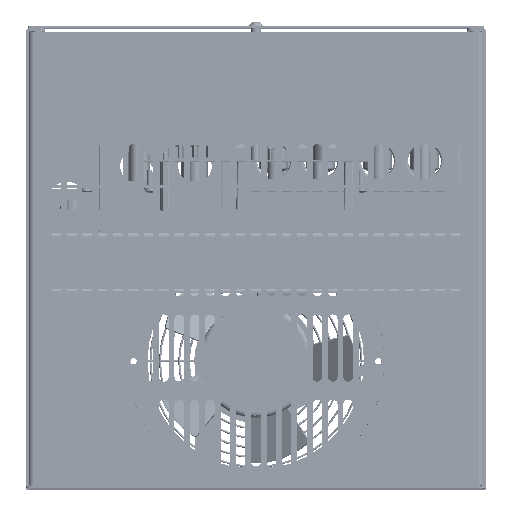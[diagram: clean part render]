
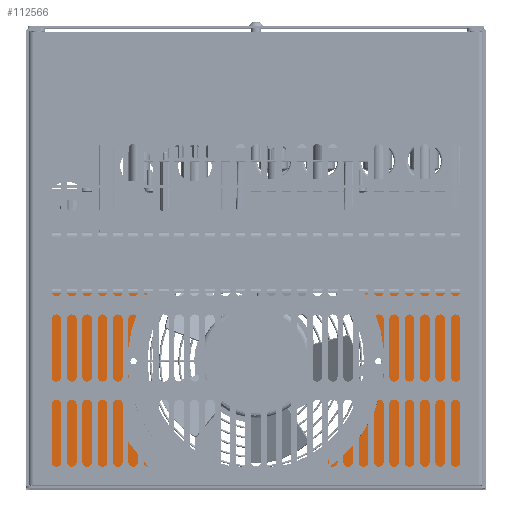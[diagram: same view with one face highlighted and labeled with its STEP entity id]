
A CAD part, top view. The second image highlights one B-rep face of the part: STEP entity #112566.
In plain terms, the highlighted planar face has unit normal (0, 0, 1).
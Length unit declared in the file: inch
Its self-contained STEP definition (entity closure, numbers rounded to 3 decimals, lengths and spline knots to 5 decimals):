
#526 = CIRCLE ( 'NONE', #105993, 2.85 ) ;
#2332 = CARTESIAN_POINT ( 'NONE',  ( 0.09, 6.5, 0.06 ) ) ;
#4108 = AXIS2_PLACEMENT_3D ( 'NONE', #35691, #82047, #27600 ) ;
#6272 = VERTEX_POINT ( 'NONE', #97042 ) ;
#9350 = VERTEX_POINT ( 'NONE', #2332 ) ;
#10964 = CIRCLE ( 'NONE', #33196, 0.1095 ) ;
#11472 = CIRCLE ( 'NONE', #4108, 2.85 ) ;
#12414 = VECTOR ( 'NONE', #49955, 39.37008 ) ;
#13205 = FACE_BOUND ( 'NONE', #92468, .T. ) ;
#14229 = ORIENTED_EDGE ( 'NONE', *, *, #84252, .F. ) ;
#14594 = CARTESIAN_POINT ( 'NONE',  ( 9.10895, 3.25, 0.06 ) ) ;
#15118 = CIRCLE ( 'NONE', #79878, 0.1095 ) ;
#16387 = EDGE_CURVE ( 'NONE', #6272, #105467, #11472, .T. ) ;
#16567 = CARTESIAN_POINT ( 'NONE',  ( 8.99945, 3.25, 0.06 ) ) ;
#18634 = EDGE_CURVE ( 'NONE', #98195, #42350, #10964, .T. ) ;
#19193 = FACE_BOUND ( 'NONE', #113287, .T. ) ;
#19204 = ORIENTED_EDGE ( 'NONE', *, *, #59996, .T. ) ;
#22312 = EDGE_CURVE ( 'NONE', #60914, #84965, #50521, .T. ) ;
#23441 = CARTESIAN_POINT ( 'NONE',  ( 2.731, 3.25, 0.06 ) ) ;
#24487 = CIRCLE ( 'NONE', #59697, 0.1095 ) ;
#27600 = DIRECTION ( 'NONE',  ( 1., 0., 0. ) ) ;
#28117 = CARTESIAN_POINT ( 'NONE',  ( 2.8405, 3.25, 0.06 ) ) ;
#30597 = DIRECTION ( 'NONE',  ( 0., 0., 1. ) ) ;
#31594 = DIRECTION ( 'NONE',  ( 0., 0., 1. ) ) ;
#31656 = EDGE_CURVE ( 'NONE', #105467, #6272, #526, .T. ) ;
#32149 = DIRECTION ( 'NONE',  ( 1., 0., 0. ) ) ;
#32851 = ORIENTED_EDGE ( 'NONE', *, *, #22312, .T. ) ;
#33196 = AXIS2_PLACEMENT_3D ( 'NONE', #40296, #31594, #32149 ) ;
#33640 = DIRECTION ( 'NONE',  ( 0., 0., 1. ) ) ;
#35134 = VERTEX_POINT ( 'NONE', #54326 ) ;
#35691 = CARTESIAN_POINT ( 'NONE',  ( 5.92, 3.25, 0.06 ) ) ;
#37594 = EDGE_CURVE ( 'NONE', #41639, #60914, #51971, .T. ) ;
#38152 = VERTEX_POINT ( 'NONE', #28117 ) ;
#38221 = LINE ( 'NONE', #109506, #48745 ) ;
#38640 = ORIENTED_EDGE ( 'NONE', *, *, #16387, .F. ) ;
#40296 = CARTESIAN_POINT ( 'NONE',  ( 9.10895, 3.25, 0.06 ) ) ;
#41639 = VERTEX_POINT ( 'NONE', #72983 ) ;
#42350 = VERTEX_POINT ( 'NONE', #16567 ) ;
#42710 = CARTESIAN_POINT ( 'NONE',  ( 0.06, 0., 0.06 ) ) ;
#43164 = CARTESIAN_POINT ( 'NONE',  ( 3.07, 3.25, 0.06 ) ) ;
#45860 = CARTESIAN_POINT ( 'NONE',  ( 0.06, 6.5, 0.06 ) ) ;
#45926 = CARTESIAN_POINT ( 'NONE',  ( 2.731, 3.25, 0.06 ) ) ;
#48133 = EDGE_LOOP ( 'NONE', ( #38640, #78771 ) ) ;
#48745 = VECTOR ( 'NONE', #90406, 39.37008 ) ;
#49955 = DIRECTION ( 'NONE',  ( 0., 1., 0. ) ) ;
#50521 = LINE ( 'NONE', #93422, #12414 ) ;
#51110 = ORIENTED_EDGE ( 'NONE', *, *, #18634, .F. ) ;
#51971 = LINE ( 'NONE', #42710, #102866 ) ;
#53466 = DIRECTION ( 'NONE',  ( 0., 0., 1. ) ) ;
#54326 = CARTESIAN_POINT ( 'NONE',  ( 2.6215, 3.25, 0.06 ) ) ;
#57428 = EDGE_CURVE ( 'NONE', #42350, #98195, #24487, .T. ) ;
#59356 = DIRECTION ( 'NONE',  ( 0., 0., 1. ) ) ;
#59697 = AXIS2_PLACEMENT_3D ( 'NONE', #14594, #33640, #68997 ) ;
#59969 = EDGE_CURVE ( 'NONE', #9350, #84965, #38221, .T. ) ;
#59996 = EDGE_CURVE ( 'NONE', #9350, #41639, #83395, .T. ) ;
#60914 = VERTEX_POINT ( 'NONE', #65423 ) ;
#64511 = ORIENTED_EDGE ( 'NONE', *, *, #59969, .F. ) ;
#65255 = CARTESIAN_POINT ( 'NONE',  ( 11.75, 6.5, 0.06 ) ) ;
#65423 = CARTESIAN_POINT ( 'NONE',  ( 11.75, 0., 0.06 ) ) ;
#66495 = FACE_OUTER_BOUND ( 'NONE', #106582, .T. ) ;
#68546 = EDGE_CURVE ( 'NONE', #35134, #38152, #15118, .T. ) ;
#68643 = ORIENTED_EDGE ( 'NONE', *, *, #57428, .F. ) ;
#68997 = DIRECTION ( 'NONE',  ( 1., 0., 0. ) ) ;
#69359 = ORIENTED_EDGE ( 'NONE', *, *, #37594, .T. ) ;
#69934 = DIRECTION ( 'NONE',  ( 1., 0., 0. ) ) ;
#72492 = PLANE ( 'NONE',  #91482 ) ;
#72835 = VECTOR ( 'NONE', #83967, 39.37008 ) ;
#72983 = CARTESIAN_POINT ( 'NONE',  ( 0.09, 0., 0.06 ) ) ;
#72990 = CARTESIAN_POINT ( 'NONE',  ( 0.09, 0., 0.06 ) ) ;
#75538 = ORIENTED_EDGE ( 'NONE', *, *, #68546, .F. ) ;
#78771 = ORIENTED_EDGE ( 'NONE', *, *, #31656, .F. ) ;
#79878 = AXIS2_PLACEMENT_3D ( 'NONE', #23441, #59356, #112104 ) ;
#80075 = CIRCLE ( 'NONE', #85641, 0.1095 ) ;
#81306 = DIRECTION ( 'NONE',  ( 1., 0., 0. ) ) ;
#82047 = DIRECTION ( 'NONE',  ( 0., 0., 1. ) ) ;
#83395 = LINE ( 'NONE', #72990, #72835 ) ;
#83967 = DIRECTION ( 'NONE',  ( 0., -1., 0. ) ) ;
#84252 = EDGE_CURVE ( 'NONE', #38152, #35134, #80075, .T. ) ;
#84965 = VERTEX_POINT ( 'NONE', #65255 ) ;
#85085 = DIRECTION ( 'NONE',  ( 1., 0., 0. ) ) ;
#85641 = AXIS2_PLACEMENT_3D ( 'NONE', #45926, #53466, #81306 ) ;
#89907 = DIRECTION ( 'NONE',  ( -1., 0., 0. ) ) ;
#90406 = DIRECTION ( 'NONE',  ( 1., 0., 0. ) ) ;
#91482 = AXIS2_PLACEMENT_3D ( 'NONE', #45860, #92603, #89907 ) ;
#92468 = EDGE_LOOP ( 'NONE', ( #51110, #68643 ) ) ;
#92527 = CARTESIAN_POINT ( 'NONE',  ( 9.21845, 3.25, 0.06 ) ) ;
#92603 = DIRECTION ( 'NONE',  ( 0., 0., -1. ) ) ;
#93422 = CARTESIAN_POINT ( 'NONE',  ( 11.75, 6.5, 0.06 ) ) ;
#97042 = CARTESIAN_POINT ( 'NONE',  ( 8.77, 3.25, 0.06 ) ) ;
#98195 = VERTEX_POINT ( 'NONE', #92527 ) ;
#101330 = CARTESIAN_POINT ( 'NONE',  ( 5.92, 3.25, 0.06 ) ) ;
#102866 = VECTOR ( 'NONE', #69934, 39.37008 ) ;
#105467 = VERTEX_POINT ( 'NONE', #43164 ) ;
#105993 = AXIS2_PLACEMENT_3D ( 'NONE', #101330, #30597, #85085 ) ;
#106582 = EDGE_LOOP ( 'NONE', ( #69359, #32851, #64511, #19204 ) ) ;
#107320 = FACE_BOUND ( 'NONE', #48133, .T. ) ;
#109506 = CARTESIAN_POINT ( 'NONE',  ( 0.06, 6.5, 0.06 ) ) ;
#112104 = DIRECTION ( 'NONE',  ( 1., 0., 0. ) ) ;
#112566 = ADVANCED_FACE ( 'NONE', ( #13205, #19193, #107320, #66495 ), #72492, .F. ) ;
#113287 = EDGE_LOOP ( 'NONE', ( #14229, #75538 ) ) ;
